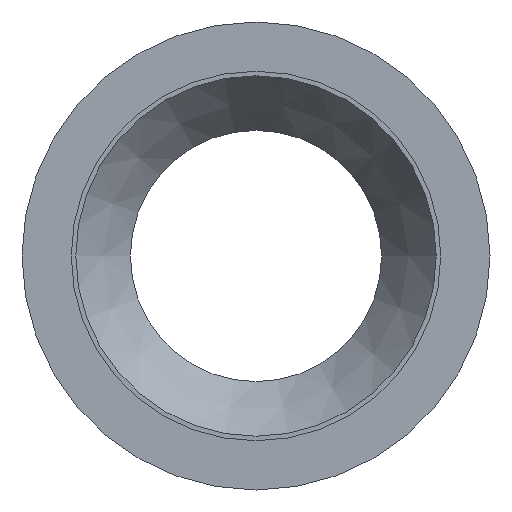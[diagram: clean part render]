
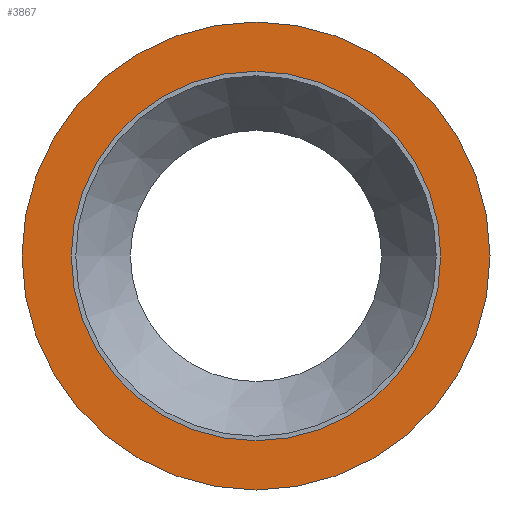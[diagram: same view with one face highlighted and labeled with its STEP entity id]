
A CAD part, front view. The second image highlights one B-rep face of the part: STEP entity #3867.
In plain terms, the highlighted planar face has unit normal (0, -1, 0).
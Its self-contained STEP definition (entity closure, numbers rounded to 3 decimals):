
#56=FACE_BOUND('',#1187,.T.);
#709=PLANE('',#4181);
#928=FACE_OUTER_BOUND('',#1186,.T.);
#1186=EDGE_LOOP('',(#3605));
#1187=EDGE_LOOP('',(#3606));
#1464=CIRCLE('',#4180,22.5);
#1465=CIRCLE('',#4182,28.5);
#1910=VERTEX_POINT('',#9930);
#1911=VERTEX_POINT('',#9933);
#2477=EDGE_CURVE('',#1910,#1910,#1464,.T.);
#2478=EDGE_CURVE('',#1911,#1911,#1465,.T.);
#3605=ORIENTED_EDGE('',*,*,#2478,.F.);
#3606=ORIENTED_EDGE('',*,*,#2477,.T.);
#3867=ADVANCED_FACE('',(#928,#56),#709,.T.);
#4180=AXIS2_PLACEMENT_3D('',#9931,#5036,#5037);
#4181=AXIS2_PLACEMENT_3D('',#9932,#5038,#5039);
#4182=AXIS2_PLACEMENT_3D('',#9934,#5040,#5041);
#5036=DIRECTION('center_axis',(0.,1.,0.));
#5037=DIRECTION('ref_axis',(-1.,0.,0.));
#5038=DIRECTION('center_axis',(0.,-1.,0.));
#5039=DIRECTION('ref_axis',(0.,0.,-1.));
#5040=DIRECTION('center_axis',(0.,1.,0.));
#5041=DIRECTION('ref_axis',(-1.,0.,0.));
#9930=CARTESIAN_POINT('',(-9.983,-2.776,0.));
#9931=CARTESIAN_POINT('Origin',(12.517,-2.776,0.));
#9932=CARTESIAN_POINT('Origin',(-12.983,-2.776,0.));
#9933=CARTESIAN_POINT('',(-15.983,-2.776,0.));
#9934=CARTESIAN_POINT('Origin',(12.517,-2.776,0.));
